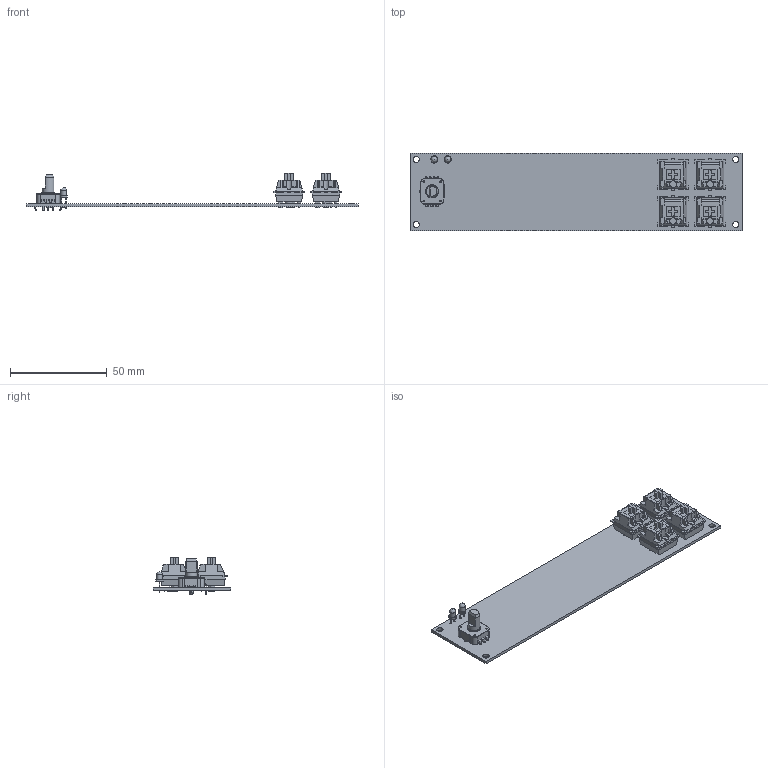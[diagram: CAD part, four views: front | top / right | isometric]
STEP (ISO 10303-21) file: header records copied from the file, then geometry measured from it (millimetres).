
FILE_DESCRIPTION(('KiCad electronic assembly'),'2;1');
FILE_NAME('control-panel.step','2025-09-15T09:20:42',('Pcbnew'),('Kicad' ),'Open CASCADE STEP processor 7.6','KiCad to STEP converter', 'Unknown');
FILE_SCHEMA(('AUTOMOTIVE_DESIGN { 1 0 10303 214 1 1 1 1 }'));
Length unit declared in the file: millimetre
Products named in the file (8): control-panel 1; switch; Component1; Component2; EC12 Encoder 10mm 3pin; LED_D3.0mm; R_1206_3216Metric; control-panel_PCB
Assembly tree (12 placements, depth 3):
  control-panel 1
    switch  x4
      Component1
      Component2
    EC12 Encoder 10mm 3pin
    LED_D3.0mm  x2
    R_1206_3216Metric  x2
    control-panel_PCB
Bounding box: 171.45 x 40.01 x 19.24 mm (x, y, z)
Volume: 18198.5 mm3; surface area: 22798.9 mm2
Topology: 42 solids, 42 shells, 866 faces, 2207 edges, 1445 vertices
Faces by surface type: plane 635, cylinder 198, cone 17, sphere 10, torus 6
Full cylindrical faces by diameter (mm): 0.8 x8, 0.9 x4, 1 x4, 1.1 x3, 1.5 x8, 1.6 x8, 1.7 x8, 2.2 x2, 3 x2, 3.251 x4, 3.85 x4, 4 x4, 5 x1, 5.5 x1, 6 x1, 6.1 x1, 6.7 x1, 7 x1, 8 x1
Entity records: 13770 total; most frequent: CARTESIAN_POINT 2372, DIRECTION 2323, ORIENTED_EDGE 2286, EDGE_CURVE 1143, LINE 843, VECTOR 843, VERTEX_POINT 751, AXIS2_PLACEMENT_3D 740
